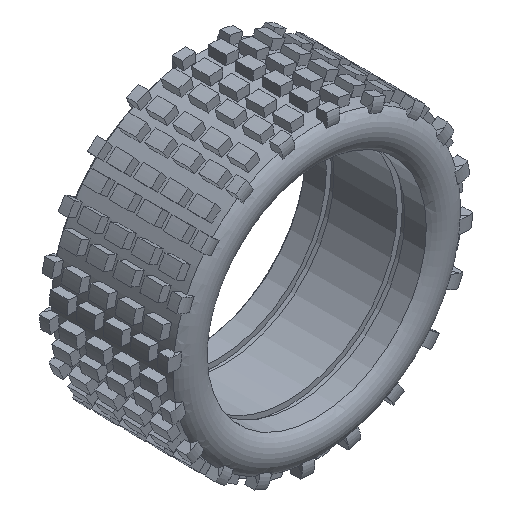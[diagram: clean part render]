
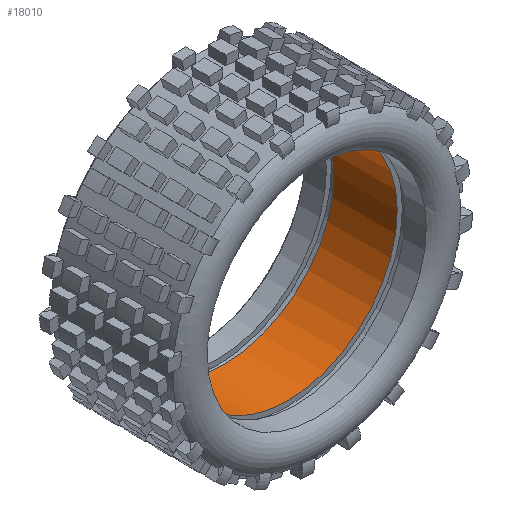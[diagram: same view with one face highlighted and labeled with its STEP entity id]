
A CAD part, isometric view. The second image highlights one B-rep face of the part: STEP entity #18010.
In plain terms, the highlighted cylindrical face has radius 21.5 mm (diameter 43 mm), a full revolution.
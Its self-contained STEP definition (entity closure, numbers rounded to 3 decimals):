
#234=CYLINDRICAL_SURFACE('',#19664,21.5);
#965=LINE('',#31631,#2491);
#2491=VECTOR('',#23029,21.5);
#4574=FACE_OUTER_BOUND('',#5828,.T.);
#5828=EDGE_LOOP('',(#14469,#14470,#14471,#14472));
#7258=CIRCLE('',#19663,21.5);
#7259=CIRCLE('',#19665,21.5);
#8966=VERTEX_POINT('',#31627);
#8967=VERTEX_POINT('',#31630);
#11019=EDGE_CURVE('',#8966,#8966,#7258,.T.);
#11020=EDGE_CURVE('',#8966,#8967,#965,.T.);
#11021=EDGE_CURVE('',#8967,#8967,#7259,.T.);
#14469=ORIENTED_EDGE('',*,*,#11019,.T.);
#14470=ORIENTED_EDGE('',*,*,#11020,.T.);
#14471=ORIENTED_EDGE('',*,*,#11021,.F.);
#14472=ORIENTED_EDGE('',*,*,#11020,.F.);
#18010=ADVANCED_FACE('',(#4574),#234,.F.);
#19663=AXIS2_PLACEMENT_3D('',#31628,#23025,#23026);
#19664=AXIS2_PLACEMENT_3D('',#31629,#23027,#23028);
#19665=AXIS2_PLACEMENT_3D('',#31632,#23030,#23031);
#23025=DIRECTION('center_axis',(0.,1.,0.));
#23026=DIRECTION('ref_axis',(1.,0.,0.));
#23027=DIRECTION('center_axis',(0.,1.,0.));
#23028=DIRECTION('ref_axis',(0.,0.,1.));
#23029=DIRECTION('',(0.,-1.,0.));
#23030=DIRECTION('center_axis',(0.,1.,0.));
#23031=DIRECTION('ref_axis',(1.,0.,0.));
#31627=CARTESIAN_POINT('',(0.,6.2,-21.5));
#31628=CARTESIAN_POINT('Origin',(0.,6.2,0.));
#31629=CARTESIAN_POINT('Origin',(0.,0.,0.));
#31630=CARTESIAN_POINT('',(0.,-6.2,-21.5));
#31631=CARTESIAN_POINT('',(0.,0.,
-21.5));
#31632=CARTESIAN_POINT('Origin',(0.,-6.2,0.));
